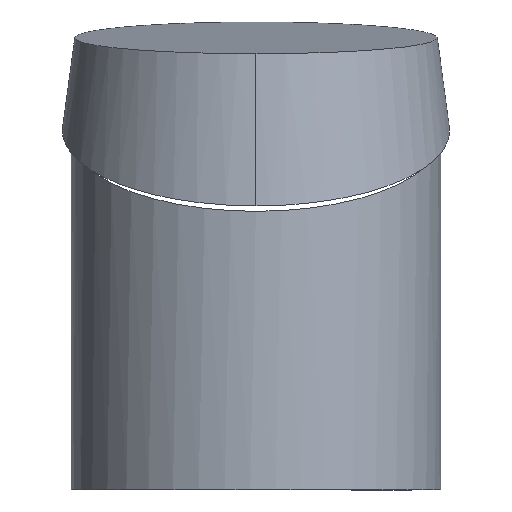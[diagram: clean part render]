
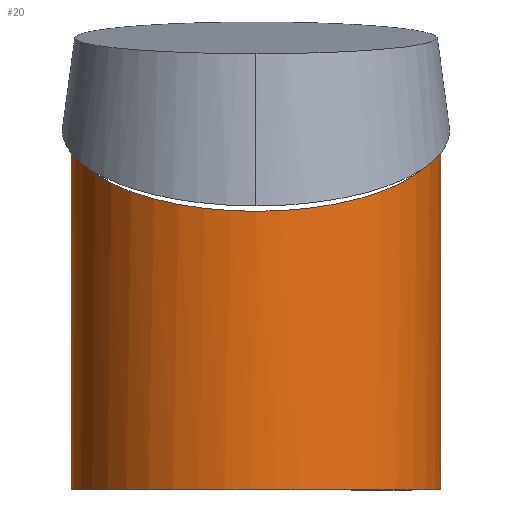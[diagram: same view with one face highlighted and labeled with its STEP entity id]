
A CAD part, front view. The second image highlights one B-rep face of the part: STEP entity #20.
In plain terms, the highlighted cylindrical face has radius 45 mm (diameter 90 mm), a partial arc.
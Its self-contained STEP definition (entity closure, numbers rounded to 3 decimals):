
#20=ADVANCED_FACE('',(#33),#198,.T.);
#33=FACE_OUTER_BOUND('',#46,.T.);
#46=EDGE_LOOP('',(#65,#66,#67,#68));
#65=ORIENTED_EDGE('',*,*,#116,.T.);
#66=ORIENTED_EDGE('',*,*,#119,.T.);
#67=ORIENTED_EDGE('',*,*,#118,.T.);
#68=ORIENTED_EDGE('',*,*,#117,.T.);
#116=EDGE_CURVE('',#174,#175,#143,.T.);
#117=EDGE_CURVE('',#176,#174,#163,.T.);
#118=EDGE_CURVE('',#177,#176,#144,.T.);
#119=EDGE_CURVE('',#175,#177,#164,.T.);
#143=B_SPLINE_CURVE_WITH_KNOTS('',1,(#1931,#1932),.UNSPECIFIED.,.F.,.F.,
(2,2),(-85.905,0.),.UNSPECIFIED.);
#144=B_SPLINE_CURVE_WITH_KNOTS('',1,(#1938,#1939),.UNSPECIFIED.,.F.,.F.,
(2,2),(-85.905,0.),.UNSPECIFIED.);
#163=(
BOUNDED_CURVE()
B_SPLINE_CURVE(2,(#1933,#1934,#1935,#1936,#1937),.UNSPECIFIED.,.F.,.F.)
B_SPLINE_CURVE_WITH_KNOTS((3,2,3),(-180.,-90.,
0.),.UNSPECIFIED.)
CURVE()
GEOMETRIC_REPRESENTATION_ITEM()
RATIONAL_B_SPLINE_CURVE((1.,0.707,1.,0.707,1.))
REPRESENTATION_ITEM('')
);
#164=(
BOUNDED_CURVE()
B_SPLINE_CURVE(3,(#1940,#1941,#1942,#1943,#1944,#1945,#1946),
 .UNSPECIFIED.,.F.,.F.)
B_SPLINE_CURVE_WITH_KNOTS((4,3,4),(-82.179,0.,82.179),
 .UNSPECIFIED.)
CURVE()
GEOMETRIC_REPRESENTATION_ITEM()
RATIONAL_B_SPLINE_CURVE((1.,0.805,0.805,1.,0.805,
0.805,1.))
REPRESENTATION_ITEM('')
);
#174=VERTEX_POINT('',#1906);
#175=VERTEX_POINT('',#1907);
#176=VERTEX_POINT('',#1908);
#177=VERTEX_POINT('',#1909);
#198=CYLINDRICAL_SURFACE('',#290,45.);
#290=AXIS2_PLACEMENT_3D('',#324,#298,$);
#298=DIRECTION('',(0.,0.,-1.));
#324=CARTESIAN_POINT('',(-1183.935,-163.95,113.802));
#1906=CARTESIAN_POINT('',(-1138.935,-163.95,70.85));
#1907=CARTESIAN_POINT('',(-1138.935,-163.95,156.755));
#1908=CARTESIAN_POINT('',(-1228.935,-163.95,70.85));
#1909=CARTESIAN_POINT('',(-1228.935,-163.95,156.755));
#1931=CARTESIAN_POINT('',(-1138.935,-163.95,70.85));
#1932=CARTESIAN_POINT('',(-1138.935,-163.95,156.755));
#1933=CARTESIAN_POINT('',(-1228.935,-163.95,70.85));
#1934=CARTESIAN_POINT('',(-1228.935,-208.95,70.85));
#1935=CARTESIAN_POINT('',(-1183.935,-208.95,70.85));
#1936=CARTESIAN_POINT('',(-1138.935,-208.95,70.85));
#1937=CARTESIAN_POINT('',(-1138.935,-163.95,70.85));
#1938=CARTESIAN_POINT('',(-1228.935,-163.95,156.755));
#1939=CARTESIAN_POINT('',(-1228.935,-163.95,70.85));
#1940=CARTESIAN_POINT('',(-1138.935,-163.95,156.755));
#1941=CARTESIAN_POINT('',(-1138.935,-190.31,146.152));
#1942=CARTESIAN_POINT('',(-1157.574,-208.95,138.654));
#1943=CARTESIAN_POINT('',(-1183.935,-208.95,138.654));
#1944=CARTESIAN_POINT('',(-1210.295,-208.95,138.654));
#1945=CARTESIAN_POINT('',(-1228.935,-190.31,146.152));
#1946=CARTESIAN_POINT('',(-1228.935,-163.95,156.755));
